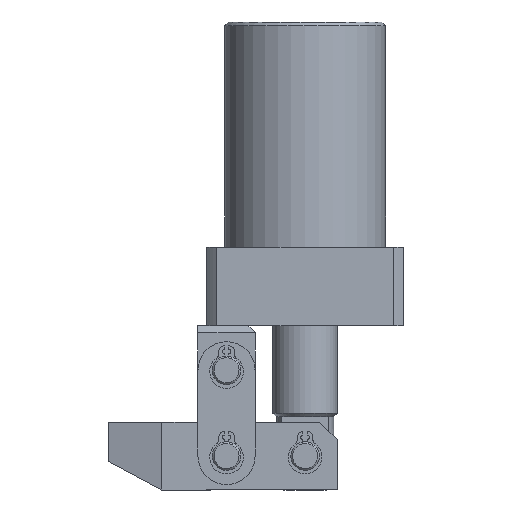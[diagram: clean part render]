
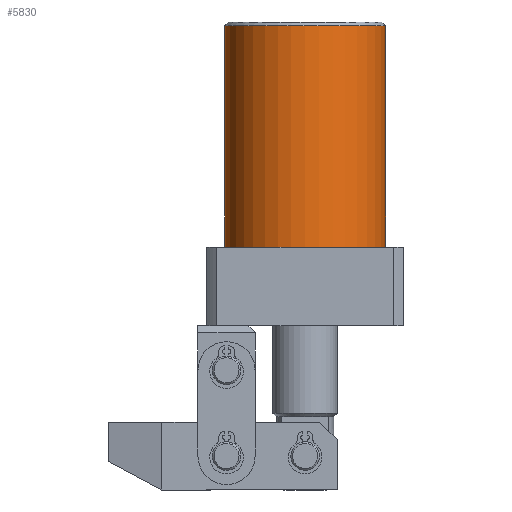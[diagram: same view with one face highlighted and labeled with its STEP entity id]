
A CAD part, front view. The second image highlights one B-rep face of the part: STEP entity #5830.
In plain terms, the highlighted cylindrical face has radius 22.5 mm (diameter 45 mm), a partial arc.
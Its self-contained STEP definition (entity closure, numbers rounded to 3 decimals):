
#174 = ORIENTED_EDGE ( 'NONE', *, *, #7065, .T. ) ;
#175 = ORIENTED_EDGE ( 'NONE', *, *, #7016, .T. ) ;
#176 = ORIENTED_EDGE ( 'NONE', *, *, #7087, .T. ) ;
#177 = ORIENTED_EDGE ( 'NONE', *, *, #7014, .F. ) ;
#491 = CARTESIAN_POINT ( 'NONE',  ( 0., 0., 85. ) ) ;
#494 = DIRECTION ( 'NONE',  ( 0., 0., -1. ) ) ;
#499 = DIRECTION ( 'NONE',  ( -1., 0., 0. ) ) ;
#710 = EDGE_LOOP ( 'NONE', ( #177, #176, #175, #174 ) ) ;
#1511 = DIRECTION ( 'NONE',  ( 1., 0., 0. ) ) ;
#1513 = DIRECTION ( 'NONE',  ( 0., 0., -1. ) ) ;
#1514 = CARTESIAN_POINT ( 'NONE',  ( 0., 0., 84. ) ) ;
#1960 = CARTESIAN_POINT ( 'NONE',  ( -22.5, 0., 22. ) ) ;
#2050 = CARTESIAN_POINT ( 'NONE',  ( 22.5, 0., 84. ) ) ;
#2244 = CARTESIAN_POINT ( 'NONE',  ( 22.5, 0., 22. ) ) ;
#2427 = CARTESIAN_POINT ( 'NONE',  ( -22.5, 0., 84. ) ) ;
#3336 = CARTESIAN_POINT ( 'NONE',  ( 22.5, 0., 85. ) ) ;
#3391 = DIRECTION ( 'NONE',  ( 0., 0., -1. ) ) ;
#3394 = DIRECTION ( 'NONE',  ( 0., 0., -1. ) ) ;
#3439 = CARTESIAN_POINT ( 'NONE',  ( -22.5, 0., 85. ) ) ;
#3896 = VERTEX_POINT ( 'NONE', #2050 ) ;
#3897 = VERTEX_POINT ( 'NONE', #2427 ) ;
#4046 = VERTEX_POINT ( 'NONE', #1960 ) ;
#4068 = VERTEX_POINT ( 'NONE', #2244 ) ;
#5746 = DIRECTION ( 'NONE',  ( 1., 0., 0. ) ) ;
#5747 = DIRECTION ( 'NONE',  ( 0., 0., 1. ) ) ;
#5748 = CARTESIAN_POINT ( 'NONE',  ( 0., 0., 22. ) ) ;
#5830 = ADVANCED_FACE ( 'NONE', ( #8358 ), #8363, .T. ) ;
#7014 = EDGE_CURVE ( 'NONE', #3896, #4068, #8718, .T. ) ;
#7016 = EDGE_CURVE ( 'NONE', #3897, #4046, #8723, .T. ) ;
#7065 = EDGE_CURVE ( 'NONE', #4046, #4068, #8790, .T. ) ;
#7087 = EDGE_CURVE ( 'NONE', #3896, #3897, #8824, .T. ) ;
#7497 = AXIS2_PLACEMENT_3D ( 'NONE', #491, #494, #499 ) ;
#7636 = AXIS2_PLACEMENT_3D ( 'NONE', #5748, #5747, #5746 ) ;
#7646 = AXIS2_PLACEMENT_3D ( 'NONE', #1514, #1513, #1511 ) ;
#8358 = FACE_OUTER_BOUND ( 'NONE', #710, .T. ) ;
#8363 = CYLINDRICAL_SURFACE ( 'NONE', #7497, 22.5 ) ;
#8718 = LINE ( 'NONE', #3336, #8722 ) ;
#8722 = VECTOR ( 'NONE', #3391, 1000. ) ;
#8723 = LINE ( 'NONE', #3439, #8725 ) ;
#8725 = VECTOR ( 'NONE', #3394, 1000. ) ;
#8790 = CIRCLE ( 'NONE', #7636, 22.5 ) ;
#8824 = CIRCLE ( 'NONE', #7646, 22.5 ) ;
